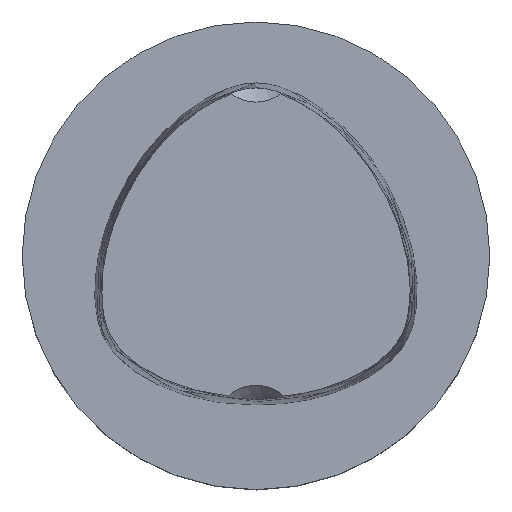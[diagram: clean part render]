
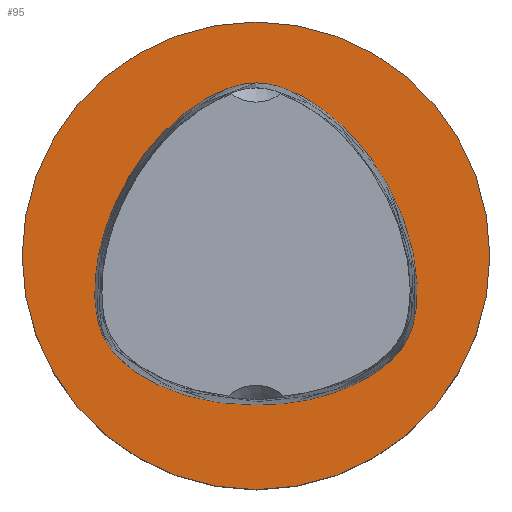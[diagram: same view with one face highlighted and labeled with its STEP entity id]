
A CAD part, top view. The second image highlights one B-rep face of the part: STEP entity #95.
In plain terms, the highlighted planar face has unit normal (0, 0, 1).
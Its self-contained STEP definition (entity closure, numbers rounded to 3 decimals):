
#95=ADVANCED_FACE('240[2]',(#229,#230),#231,.T.);
#115=EDGE_CURVE('240[2]',#258,#247,#259,.T.);
#156=EDGE_CURVE('240[2]',#319,#319,#320,.T.);
#162=EDGE_CURVE('240[2]',#247,#258,#326,.T.);
#229=FACE_OUTER_BOUND('',#420,.T.);
#230=FACE_BOUND('',#421,.T.);
#231=PLANE('',#422);
#247=VERTEX_POINT('',#1421);
#258=VERTEX_POINT('',#1437);
#259=B_SPLINE_CURVE_WITH_KNOTS('',3,(#1438,#1439,#1440,#1441,#1442,#1443,#1444,#1445,#1446,#1447,#1448,#1449,#1450,#1451,#1452,#1453,#1454,#1455,#1456,#1457,#1458,#1459,#1460,#1461,#1462,#1463,#1464,#1465,#1466),.UNSPECIFIED.,.F.,.F.,(4,1,1,1,1,1,1,1,1,1,1,1,1,1,1,1,1,1,1,1,1,1,1,3,4),(0.5,0.52,0.541,0.561,0.583,0.605,0.628,0.651,0.674,0.698,0.721,0.743,0.765,0.786,0.806,0.827,0.847,0.867,0.888,0.909,0.931,0.954,0.977,1.,1.0),.UNSPECIFIED.);
#319=VERTEX_POINT('',#1696);
#320=CIRCLE('',#1697,39.993);
#326=B_SPLINE_CURVE_WITH_KNOTS('',3,(#1717,#1718,#1719,#1720,#1721,#1722,#1723,#1724,#1725,#1726,#1727,#1728,#1729,#1730,#1731,#1732,#1733,#1734,#1735,#1736,#1737,#1738,#1739,#1740,#1741,#1742),.UNSPECIFIED.,.F.,.F.,(4,1,1,1,1,1,1,1,1,1,1,1,1,1,1,1,1,1,1,1,1,1,1,4),(0.0,0.023,0.046,0.069,0.091,0.112,0.133,0.153,0.173,0.194,0.214,0.235,0.257,0.279,0.302,0.326,0.349,0.372,0.395,0.417,0.439,0.459,0.48,0.5),.UNSPECIFIED.);
#420=EDGE_LOOP('',(#1821));
#421=EDGE_LOOP('',(#1822,#1823));
#422=AXIS2_PLACEMENT_3D('',#1824,#1825,#1826);
#1421=CARTESIAN_POINT('',(0.002,29.575,0.0));
#1437=CARTESIAN_POINT('',(0.,-25.494,0.0));
#1438=CARTESIAN_POINT('',(0.,-25.494,0.0));
#1439=CARTESIAN_POINT('',(-1.164,-25.494,0.0));
#1440=CARTESIAN_POINT('',(-3.507,-25.415,0.0));
#1441=CARTESIAN_POINT('',(-7.037,-25.052,0.0));
#1442=CARTESIAN_POINT('',(-10.591,-24.325,0.0));
#1443=CARTESIAN_POINT('',(-14.14,-23.198,0.0));
#1444=CARTESIAN_POINT('',(-17.67,-21.688,0.0));
#1445=CARTESIAN_POINT('',(-21.066,-19.676,0.0));
#1446=CARTESIAN_POINT('',(-24.158,-17.09,0.0));
#1447=CARTESIAN_POINT('',(-26.431,-13.672,0.0));
#1448=CARTESIAN_POINT('',(-27.424,-9.731,0.0));
#1449=CARTESIAN_POINT('',(-27.665,-5.765,0.0));
#1450=CARTESIAN_POINT('',(-27.363,-1.897,0.0));
#1451=CARTESIAN_POINT('',(-26.653,1.797,0.0));
#1452=CARTESIAN_POINT('',(-25.62,5.302,0.0));
#1453=CARTESIAN_POINT('',(-24.315,8.628,0.0));
#1454=CARTESIAN_POINT('',(-22.76,11.79,0.0));
#1455=CARTESIAN_POINT('',(-20.965,14.807,0.0));
#1456=CARTESIAN_POINT('',(-18.917,17.689,0.0));
#1457=CARTESIAN_POINT('',(-16.597,20.437,0.0));
#1458=CARTESIAN_POINT('',(-13.972,23.027,0.0));
#1459=CARTESIAN_POINT('',(-11.013,25.414,0.0));
#1460=CARTESIAN_POINT('',(-7.692,27.486,0.0));
#1461=CARTESIAN_POINT('',(-4.024,29.091,0.0));
#1462=CARTESIAN_POINT('',(-1.343,29.556,0.0));
#1463=CARTESIAN_POINT('',(0.,29.575,0.0));
#1464=CARTESIAN_POINT('',(0.001,29.575,0.0));
#1465=CARTESIAN_POINT('',(0.001,29.575,0.0));
#1466=CARTESIAN_POINT('',(0.002,29.575,0.0));
#1696=CARTESIAN_POINT('',(0.,39.993,0.));
#1697=AXIS2_PLACEMENT_3D('',#1921,#1922,#1923);
#1717=CARTESIAN_POINT('',(0.002,29.575,0.0));
#1718=CARTESIAN_POINT('',(1.344,29.594,0.0));
#1719=CARTESIAN_POINT('',(4.025,29.073,0.0));
#1720=CARTESIAN_POINT('',(7.692,27.491,0.0));
#1721=CARTESIAN_POINT('',(11.014,25.413,0.0));
#1722=CARTESIAN_POINT('',(13.972,23.028,0.0));
#1723=CARTESIAN_POINT('',(16.596,20.436,0.0));
#1724=CARTESIAN_POINT('',(18.918,17.689,0.0));
#1725=CARTESIAN_POINT('',(20.965,14.807,0.0));
#1726=CARTESIAN_POINT('',(22.761,11.79,0.0));
#1727=CARTESIAN_POINT('',(24.314,8.628,0.0));
#1728=CARTESIAN_POINT('',(25.62,5.302,0.0));
#1729=CARTESIAN_POINT('',(26.653,1.797,0.0));
#1730=CARTESIAN_POINT('',(27.364,-1.897,0.0));
#1731=CARTESIAN_POINT('',(27.665,-5.765,0.0));
#1732=CARTESIAN_POINT('',(27.424,-9.731,0.0));
#1733=CARTESIAN_POINT('',(26.431,-13.672,0.0));
#1734=CARTESIAN_POINT('',(24.158,-17.09,0.0));
#1735=CARTESIAN_POINT('',(21.066,-19.676,0.0));
#1736=CARTESIAN_POINT('',(17.67,-21.687,0.0));
#1737=CARTESIAN_POINT('',(14.14,-23.199,0.0));
#1738=CARTESIAN_POINT('',(10.591,-24.325,0.0));
#1739=CARTESIAN_POINT('',(7.037,-25.053,0.0));
#1740=CARTESIAN_POINT('',(3.507,-25.415,0.0));
#1741=CARTESIAN_POINT('',(1.164,-25.494,0.0));
#1742=CARTESIAN_POINT('',(0.,-25.494,0.0));
#1821=ORIENTED_EDGE('',*,*,#156,.F.);
#1822=ORIENTED_EDGE('',*,*,#162,.T.);
#1823=ORIENTED_EDGE('',*,*,#115,.T.);
#1824=CARTESIAN_POINT('',(0.,19.996,0.));
#1825=DIRECTION('',(0.,0.,1.0));
#1826=DIRECTION('',(1.0,0.,0.0));
#1921=CARTESIAN_POINT('',(0.0,0.0,0.0));
#1922=DIRECTION('',(0.,0.,-1.0));
#1923=DIRECTION('',(0.,1.0,0.));
